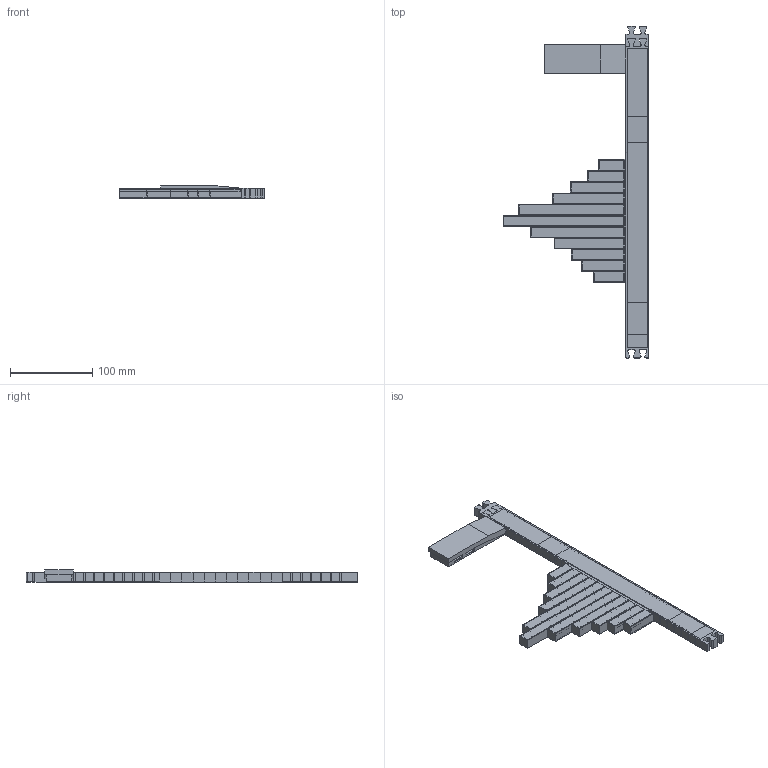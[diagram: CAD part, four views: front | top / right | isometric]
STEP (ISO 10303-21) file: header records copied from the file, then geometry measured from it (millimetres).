
FILE_DESCRIPTION(/* description */ (''),/* implementation_level */ '2;1');
FILE_NAME(/* name */ 'CleanAirNecklaceComponents.step',/* time_stamp */ '2022-03-12T15:27:20+00:00',/* author */ (''),/* organization */ (''),/* preprocessor_version */ 'ST-DEVELOPER v18.1',/* originating_system */ 'Autodesk Translation Framework v10.10.0.1391',/* authorisation */ '');
FILE_SCHEMA (('AUTOMOTIVE_DESIGN { 1 0 10303 214 3 1 1 }'));
Length unit declared in the file: millimetre
Products named in the file (1): NecklaceComponents
Bounding box: 177.5 x 403.9 x 15 mm (x, y, z)
Volume: 108911.5 mm3; surface area: 181761.7 mm2
Topology: 29 solids, 29 shells, 955 faces, 2635 edges, 1733 vertices
Faces by surface type: plane 875, cylinder 56, cone 24
Entity records: 29822 total; most frequent: CARTESIAN_POINT 5324, ORIENTED_EDGE 5270, DIRECTION 4691, EDGE_CURVE 2635, LINE 2491, VECTOR 2491, VERTEX_POINT 1733, AXIS2_PLACEMENT_3D 1100
